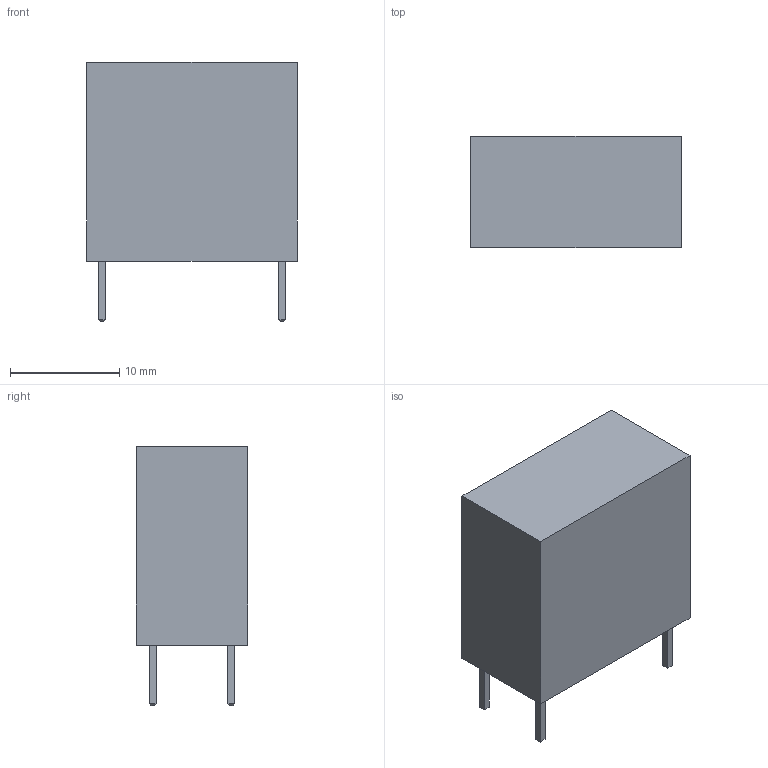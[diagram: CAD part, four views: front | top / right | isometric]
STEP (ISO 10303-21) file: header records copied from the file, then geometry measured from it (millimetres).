
FILE_DESCRIPTION(('FreeCAD Model'),'2;1');
FILE_NAME('ZMPT107.step','2020-06-10T22:08:08',('Author'),(''), 'Open CASCADE STEP processor 7.3','FreeCAD','Unknown');
FILE_SCHEMA(('AUTOMOTIVE_DESIGN { 1 0 10303 214 1 1 1 1 }'));
Length unit declared in the file: millimetre
Products named in the file (5): Box; PinHeader_1x01_P254mm_Vertical003; PinHeader_1x01_P254mm_Vertical002; PinHeader_1x01_P254mm_Vertical001; PinHeader_1x01_P254mm_Vertical
Bounding box: 19.3 x 10.2 x 23.74 mm (x, y, z)
Volume: 3661.6 mm3; surface area: 1705.2 mm2
Topology: 5 solids, 5 shells, 118 faces, 268 edges, 168 vertices
Faces by surface type: plane 118
Entity records: 7525 total; most frequent: CARTESIAN_POINT 1091, DIRECTION 1042, LINE 804, VECTOR 804, ORIENTED_EDGE 536, PCURVE 536, DEFINITIONAL_REPRESENTATION 536, EDGE_CURVE 268
